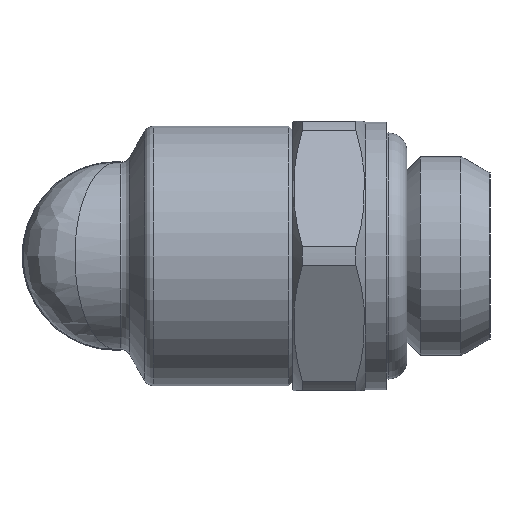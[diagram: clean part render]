
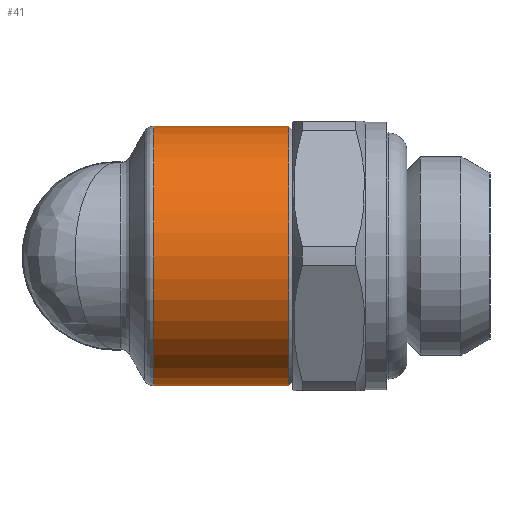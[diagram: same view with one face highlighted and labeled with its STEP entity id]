
A CAD part, left-side view. The second image highlights one B-rep face of the part: STEP entity #41.
In plain terms, the highlighted cylindrical face has radius 6.25 mm (diameter 12.5 mm), a partial arc.
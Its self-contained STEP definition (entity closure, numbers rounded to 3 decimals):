
#41 = ADVANCED_FACE ( 'NONE', ( #1432 ), #1429, .T. ) ;
#42 = EDGE_LOOP ( 'NONE', ( #43, #44, #54, #55 ) ) ;
#43 = ORIENTED_EDGE ( 'NONE', *, *, #135, .F. ) ;
#44 = ORIENTED_EDGE ( 'NONE', *, *, #53, .T. ) ;
#53 = EDGE_CURVE ( 'NONE', #137, #139, #1417, .T. ) ;
#54 = ORIENTED_EDGE ( 'NONE', *, *, #259, .T. ) ;
#55 = ORIENTED_EDGE ( 'NONE', *, *, #262, .T. ) ;
#126 = VERTEX_POINT ( 'NONE', #2096 ) ;
#135 = EDGE_CURVE ( 'NONE', #137, #136, #2049, .T. ) ;
#136 = VERTEX_POINT ( 'NONE', #2045 ) ;
#137 = VERTEX_POINT ( 'NONE', #2044 ) ;
#139 = VERTEX_POINT ( 'NONE', #2043 ) ;
#259 = EDGE_CURVE ( 'NONE', #139, #126, #2247, .T. ) ;
#262 = EDGE_CURVE ( 'NONE', #126, #136, #2242, .T. ) ;
#1392 = CARTESIAN_POINT ( 'NONE',  ( 0., 9.7, 0. ) ) ;
#1396 = DIRECTION ( 'NONE',  ( 0., 0., 1. ) ) ;
#1397 = DIRECTION ( 'NONE',  ( 0., 1., 0. ) ) ;
#1408 = DIRECTION ( 'NONE',  ( 0., 0., 1. ) ) ;
#1409 = DIRECTION ( 'NONE',  ( 0., 1., 0. ) ) ;
#1410 = AXIS2_PLACEMENT_3D ( 'NONE', #1392, #1409, #1408 ) ;
#1417 = CIRCLE ( 'NONE', #1410, 6.25 ) ;
#1429 = CYLINDRICAL_SURFACE ( 'NONE', #1431, 6.25 ) ;
#1430 = CARTESIAN_POINT ( 'NONE',  ( 0., 23.805, 0. ) ) ;
#1431 = AXIS2_PLACEMENT_3D ( 'NONE', #1430, #1397, #1396 ) ;
#1432 = FACE_OUTER_BOUND ( 'NONE', #42, .T. ) ;
#2043 = CARTESIAN_POINT ( 'NONE',  ( 0., 9.7, 6.25 ) ) ;
#2044 = CARTESIAN_POINT ( 'NONE',  ( 0., 9.7, -6.25 ) ) ;
#2045 = CARTESIAN_POINT ( 'NONE',  ( 0., 16.211, -6.25 ) ) ;
#2046 = DIRECTION ( 'NONE',  ( 0., 1., 0. ) ) ;
#2047 = VECTOR ( 'NONE', #2046, 1000. ) ;
#2048 = CARTESIAN_POINT ( 'NONE',  ( 0., 23.805, -6.25 ) ) ;
#2049 = LINE ( 'NONE', #2048, #2047 ) ;
#2096 = CARTESIAN_POINT ( 'NONE',  ( 0., 16.211, 6.25 ) ) ;
#2238 = DIRECTION ( 'NONE',  ( 0., 0., -1. ) ) ;
#2239 = DIRECTION ( 'NONE',  ( 0., -1., 0. ) ) ;
#2240 = CARTESIAN_POINT ( 'NONE',  ( 0., 16.211, 0. ) ) ;
#2241 = AXIS2_PLACEMENT_3D ( 'NONE', #2240, #2239, #2238 ) ;
#2242 = CIRCLE ( 'NONE', #2241, 6.25 ) ;
#2244 = DIRECTION ( 'NONE',  ( 0., 1., 0. ) ) ;
#2245 = VECTOR ( 'NONE', #2244, 1000. ) ;
#2246 = CARTESIAN_POINT ( 'NONE',  ( 0., 23.805, 6.25 ) ) ;
#2247 = LINE ( 'NONE', #2246, #2245 ) ;
